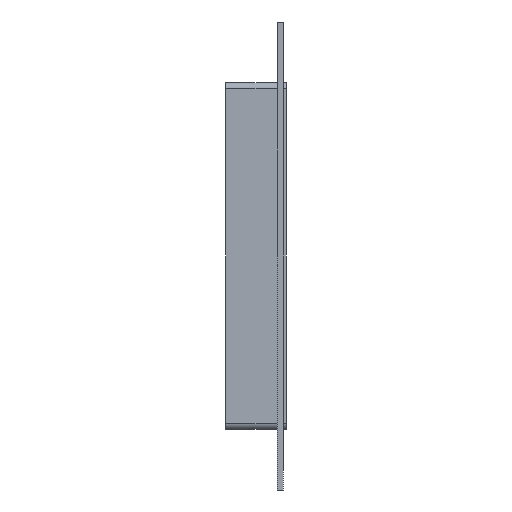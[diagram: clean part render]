
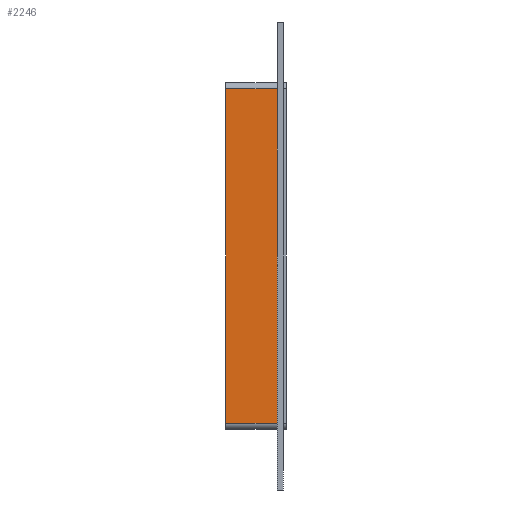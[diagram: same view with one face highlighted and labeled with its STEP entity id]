
A CAD part, left-side view. The second image highlights one B-rep face of the part: STEP entity #2246.
In plain terms, the highlighted planar face has unit normal (-1, 0, 0).
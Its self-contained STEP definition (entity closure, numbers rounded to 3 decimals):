
#1368=CARTESIAN_POINT('',(-196.75,57.0,-165.5));
#1369=VERTEX_POINT('',#1368);
#1377=CARTESIAN_POINT('',(-196.75,57.0,165.5));
#1378=VERTEX_POINT('',#1377);
#1379=CARTESIAN_POINT('',(-196.75,57.0,-165.5));
#1380=DIRECTION('',(0.0,0.0,1.0));
#1381=VECTOR('',#1380,331.0);
#1382=LINE('',#1379,#1381);
#1383=EDGE_CURVE('',#1369,#1378,#1382,.T.);
#1685=CARTESIAN_POINT('',(-196.75,6.,-165.5));
#1686=VERTEX_POINT('',#1685);
#1736=CARTESIAN_POINT('',(-196.75,6.,165.5));
#1737=VERTEX_POINT('',#1736);
#1745=CARTESIAN_POINT('',(-196.75,6.,-165.5));
#1746=DIRECTION('',(0.0,0.0,1.0));
#1747=VECTOR('',#1746,331.0);
#1748=LINE('',#1745,#1747);
#1749=EDGE_CURVE('',#1686,#1737,#1748,.T.);
#2219=CARTESIAN_POINT('',(-196.75,6.,-165.5));
#2220=DIRECTION('',(0.0,1.0,0.0));
#2221=VECTOR('',#2220,51.0);
#2222=LINE('',#2219,#2221);
#2223=EDGE_CURVE('',#1686,#1369,#2222,.T.);
#2230=CARTESIAN_POINT('',(-196.75,0.0,-171.5));
#2231=DIRECTION('',(-1.0,0.0,0.0));
#2232=DIRECTION('',(0.0,0.0,1.0));
#2233=AXIS2_PLACEMENT_3D('',#2230,#2231,#2232);
#2234=PLANE('',#2233);
#2235=ORIENTED_EDGE('',*,*,#1749,.T.);
#2236=CARTESIAN_POINT('',(-196.75,57.0,165.5));
#2237=DIRECTION('',(0.0,-1.0,0.0));
#2238=VECTOR('',#2237,51.0);
#2239=LINE('',#2236,#2238);
#2240=EDGE_CURVE('',#1378,#1737,#2239,.T.);
#2241=ORIENTED_EDGE('',*,*,#2240,.F.);
#2242=ORIENTED_EDGE('',*,*,#1383,.F.);
#2243=ORIENTED_EDGE('',*,*,#2223,.F.);
#2244=EDGE_LOOP('',(#2235,#2241,#2242,#2243));
#2245=FACE_OUTER_BOUND('',#2244,.T.);
#2246=ADVANCED_FACE('',(#2245),#2234,.T.);
